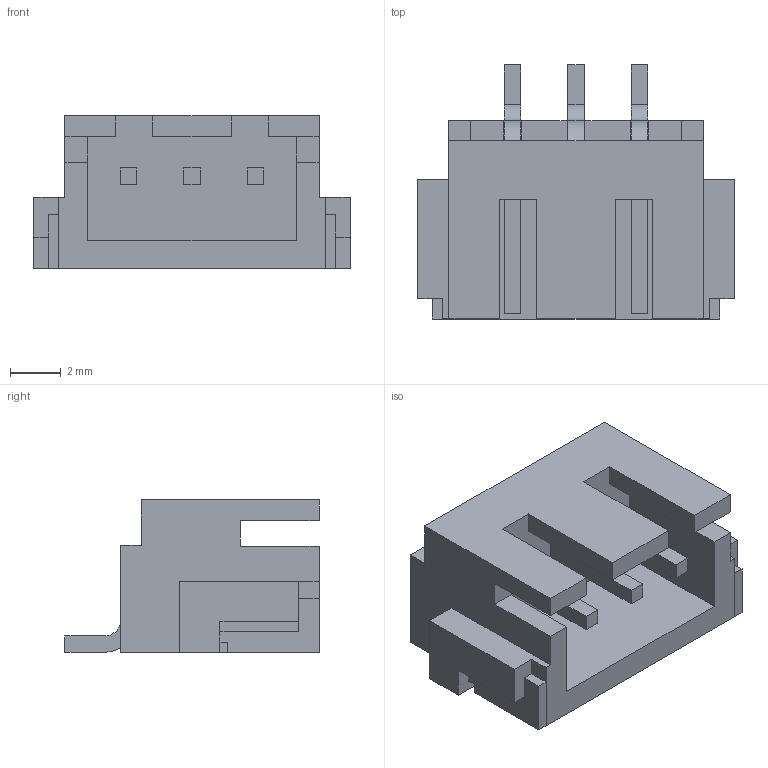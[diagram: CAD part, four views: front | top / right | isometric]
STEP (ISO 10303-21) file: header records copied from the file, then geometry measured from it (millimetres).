
FILE_DESCRIPTION(('FreeCAD Model'),'2;1');
FILE_NAME('S3B-XH-SM4-TB.step', '2016-01-22T21:12:35',('Author'),(''), 'Open CASCADE STEP processor 6.9','FreeCAD','Unknown');
FILE_SCHEMA(('AUTOMOTIVE_DESIGN { 1 0 10303 214 1 1 1 1 }'));
Length unit declared in the file: millimetre
Products named in the file (1): S3B-XH-SM4
Bounding box: 12.45 x 10 x 6 mm (x, y, z)
Volume: 298.8 mm3; surface area: 610.8 mm2
Topology: 1 solids, 1 shells, 132 faces, 364 edges, 240 vertices
Faces by surface type: plane 120, cylinder 12
Entity records: 9833 total; most frequent: CARTESIAN_POINT 1537, DIRECTION 1370, LINE 1044, VECTOR 1044, ORIENTED_EDGE 728, PCURVE 728, DEFINITIONAL_REPRESENTATION 728, EDGE_CURVE 364
